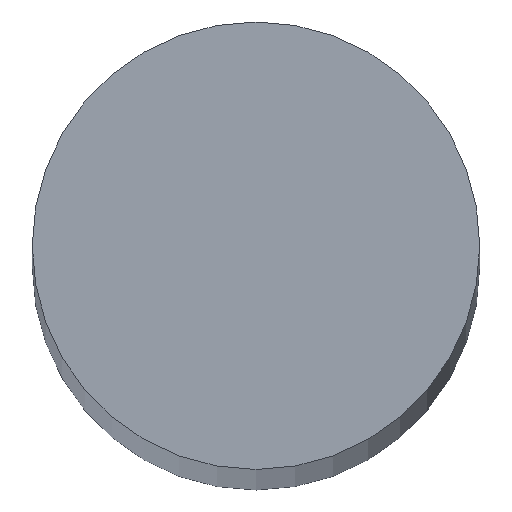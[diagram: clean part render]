
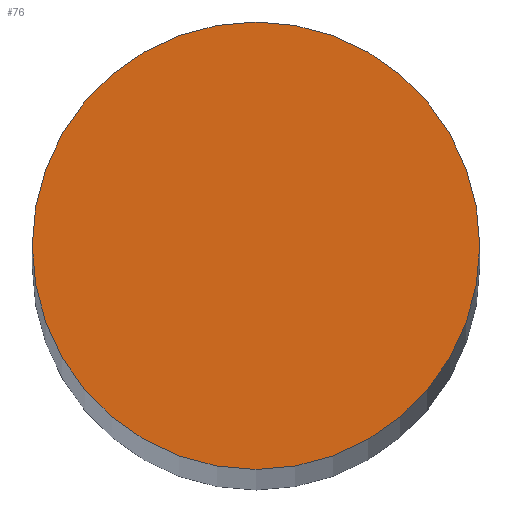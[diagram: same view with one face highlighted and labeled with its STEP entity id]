
A CAD part, top view. The second image highlights one B-rep face of the part: STEP entity #76.
In plain terms, the highlighted planar face has unit normal (0, 0, 1).
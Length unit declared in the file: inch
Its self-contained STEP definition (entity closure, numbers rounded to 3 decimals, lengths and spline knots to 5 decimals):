
#23 = DIRECTION ( 'NONE',  ( 0., 0., -1. ) ) ;
#28 = CARTESIAN_POINT ( 'NONE',  ( 0., 0., 0. ) ) ;
#35 = CIRCLE ( 'NONE', #68, 0.375 ) ;
#39 = DIRECTION ( 'NONE',  ( 1., 0., 0. ) ) ;
#44 = FACE_OUTER_BOUND ( 'NONE', #111, .T. ) ;
#47 = DIRECTION ( 'NONE',  ( 0., 0., -1. ) ) ;
#51 = AXIS2_PLACEMENT_3D ( 'NONE', #75, #131, #39 ) ;
#62 = DIRECTION ( 'NONE',  ( -1., 0., 0. ) ) ;
#68 = AXIS2_PLACEMENT_3D ( 'NONE', #115, #23, #72 ) ;
#72 = DIRECTION ( 'NONE',  ( -1., 0., 0. ) ) ;
#75 = CARTESIAN_POINT ( 'NONE',  ( 0., 0., 0. ) ) ;
#76 = ADVANCED_FACE ( 'NONE', ( #44 ), #105, .T. ) ;
#81 = ORIENTED_EDGE ( 'NONE', *, *, #146, .F. ) ;
#88 = VERTEX_POINT ( 'NONE', #127 ) ;
#92 = CARTESIAN_POINT ( 'NONE',  ( 0.375, 0., 0. ) ) ;
#96 = ORIENTED_EDGE ( 'NONE', *, *, #119, .F. ) ;
#105 = PLANE ( 'NONE',  #51 ) ;
#111 = EDGE_LOOP ( 'NONE', ( #81, #96 ) ) ;
#115 = CARTESIAN_POINT ( 'NONE',  ( 0., 0., 0. ) ) ;
#119 = EDGE_CURVE ( 'NONE', #135, #88, #35, .T. ) ;
#124 = CIRCLE ( 'NONE', #133, 0.375 ) ;
#127 = CARTESIAN_POINT ( 'NONE',  ( -0.375, 0., 0. ) ) ;
#131 = DIRECTION ( 'NONE',  ( 0., 0., 1. ) ) ;
#133 = AXIS2_PLACEMENT_3D ( 'NONE', #28, #47, #62 ) ;
#135 = VERTEX_POINT ( 'NONE', #92 ) ;
#146 = EDGE_CURVE ( 'NONE', #88, #135, #124, .T. ) ;
